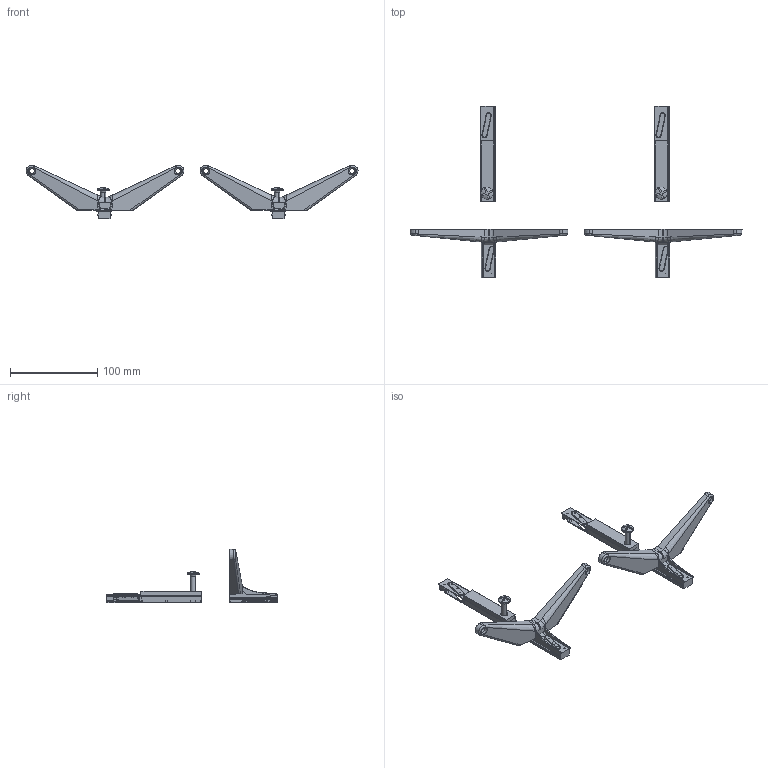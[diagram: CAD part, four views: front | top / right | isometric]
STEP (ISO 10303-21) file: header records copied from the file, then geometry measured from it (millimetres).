
FILE_DESCRIPTION (( 'STEP AP214' ), '1' );
FILE_NAME ('70215.STEP', '2021-03-03T09:32:36', ( '' ), ( '' ), 'SwSTEP 2.0', 'SolidWorks 2020', '' );
FILE_SCHEMA (( 'AUTOMOTIVE_DESIGN' ));
Length unit declared in the file: millimetre
Products named in the file (7): 70215; PE17009E03_SUJETA_MODULO_ZERO_RevC_EN PERFIL; PE17009017_SOPORTE_MODULO_ZERO_RevL; PE17009003_TAPA_SOP_ZERO_RevC; PE17009016_SUJETA_MODULO_ZERO_RevC; Tornillo M6x25; PE17009027_TAPA_PLAST_ACCE_ZERO_RevB
Assembly tree (12 placements, depth 3):
  70215
    PE17009017_SOPORTE_MODULO_ZERO_RevL  x2
    PE17009003_TAPA_SOP_ZERO_RevC  x2
    PE17009027_TAPA_PLAST_ACCE_ZERO_RevB  x2
    PE17009E03_SUJETA_MODULO_ZERO_RevC_EN PERFIL  x2
      PE17009016_SUJETA_MODULO_ZERO_RevC
      PE17009003_TAPA_SOP_ZERO_RevC
      Tornillo M6x25
      PE17009027_TAPA_PLAST_ACCE_ZERO_RevB
Bounding box: 381.47 x 197.29 x 61.6 mm (x, y, z)
Volume: 76495.4 mm3; surface area: 71970.4 mm2
Topology: 14 solids, 14 shells, 2636 faces, 6638 edges, 4090 vertices
Faces by surface type: bspline 804, cylinder 720, plane 690, cone 176, sphere 160, torus 86
Entity records: 38375 total; most frequent: CARTESIAN_POINT 15306, ORIENTED_EDGE 5470, DIRECTION 3625, EDGE_CURVE 2735, VERTEX_POINT 1713, AXIS2_PLACEMENT_3D 1222, VECTOR 1181, LINE 1181
